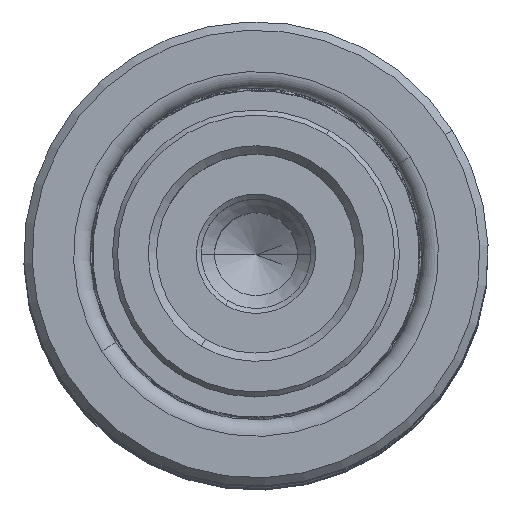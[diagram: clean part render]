
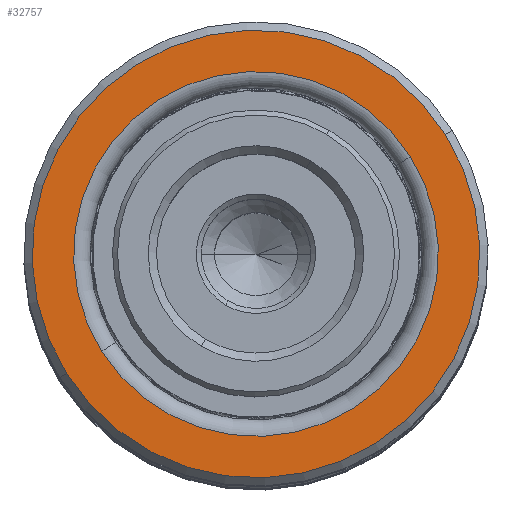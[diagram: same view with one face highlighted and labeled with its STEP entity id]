
A CAD part, top view. The second image highlights one B-rep face of the part: STEP entity #32757.
In plain terms, the highlighted face is planar.
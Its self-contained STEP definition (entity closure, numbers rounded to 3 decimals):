
#320 = EDGE_CURVE ( 'NONE', #7805, #23149, #18967, .T. ) ;
#1279 = AXIS2_PLACEMENT_3D ( 'NONE', #18259, #5548, #24041 ) ;
#1708 = VERTEX_POINT ( 'NONE', #14171 ) ;
#4173 = CIRCLE ( 'NONE', #24431, 11. ) ;
#4294 = DIRECTION ( 'NONE',  ( 0., 0., 1. ) ) ;
#4626 = PLANE ( 'NONE',  #27546 ) ;
#5042 = CARTESIAN_POINT ( 'NONE',  ( 0., 0., 0. ) ) ;
#5548 = DIRECTION ( 'NONE',  ( 0., 0., -1. ) ) ;
#5621 = FACE_BOUND ( 'NONE', #5708, .T. ) ;
#5708 = EDGE_LOOP ( 'NONE', ( #17975, #15013 ) ) ;
#6909 = CARTESIAN_POINT ( 'NONE',  ( -13.5, 0., 0. ) ) ;
#6923 = EDGE_CURVE ( 'NONE', #23149, #7805, #21275, .T. ) ;
#7197 = DIRECTION ( 'NONE',  ( 0., 0., 1. ) ) ;
#7705 = DIRECTION ( 'NONE',  ( 1., 0., 0. ) ) ;
#7805 = VERTEX_POINT ( 'NONE', #18332 ) ;
#9599 = CARTESIAN_POINT ( 'NONE',  ( 0., 0., 0. ) ) ;
#10233 = ORIENTED_EDGE ( 'NONE', *, *, #6923, .T. ) ;
#12255 = DIRECTION ( 'NONE',  ( 1., 0., 0. ) ) ;
#14171 = CARTESIAN_POINT ( 'NONE',  ( 11., 0., 0. ) ) ;
#15013 = ORIENTED_EDGE ( 'NONE', *, *, #33777, .T. ) ;
#15218 = AXIS2_PLACEMENT_3D ( 'NONE', #20132, #4294, #22789 ) ;
#16582 = CIRCLE ( 'NONE', #15218, 11. ) ;
#17060 = AXIS2_PLACEMENT_3D ( 'NONE', #9599, #28101, #12255 ) ;
#17324 = EDGE_CURVE ( 'NONE', #1708, #22165, #16582, .T. ) ;
#17332 = EDGE_LOOP ( 'NONE', ( #27973, #10233 ) ) ;
#17803 = CARTESIAN_POINT ( 'NONE',  ( 0., 0., 0. ) ) ;
#17975 = ORIENTED_EDGE ( 'NONE', *, *, #17324, .T. ) ;
#18259 = CARTESIAN_POINT ( 'NONE',  ( 0., 0., 0. ) ) ;
#18332 = CARTESIAN_POINT ( 'NONE',  ( 13.5, 0., 0. ) ) ;
#18967 = CIRCLE ( 'NONE', #1279, 13.5 ) ;
#20132 = CARTESIAN_POINT ( 'NONE',  ( 0., 0., 0. ) ) ;
#21275 = CIRCLE ( 'NONE', #17060, 13.5 ) ;
#22165 = VERTEX_POINT ( 'NONE', #22685 ) ;
#22685 = CARTESIAN_POINT ( 'NONE',  ( -11., 0., 0. ) ) ;
#22789 = DIRECTION ( 'NONE',  ( 1., 0., 0. ) ) ;
#23114 = DIRECTION ( 'NONE',  ( 1., 0., 0. ) ) ;
#23149 = VERTEX_POINT ( 'NONE', #6909 ) ;
#23519 = DIRECTION ( 'NONE',  ( 0., 0., 1. ) ) ;
#24041 = DIRECTION ( 'NONE',  ( 1., 0., 0. ) ) ;
#24431 = AXIS2_PLACEMENT_3D ( 'NONE', #5042, #23519, #7705 ) ;
#25902 = FACE_OUTER_BOUND ( 'NONE', #17332, .T. ) ;
#27546 = AXIS2_PLACEMENT_3D ( 'NONE', #17803, #7197, #23114 ) ;
#27973 = ORIENTED_EDGE ( 'NONE', *, *, #320, .T. ) ;
#28101 = DIRECTION ( 'NONE',  ( 0., 0., -1. ) ) ;
#32757 = ADVANCED_FACE ( 'NONE', ( #5621, #25902 ), #4626, .F. ) ;
#33777 = EDGE_CURVE ( 'NONE', #22165, #1708, #4173, .T. ) ;
